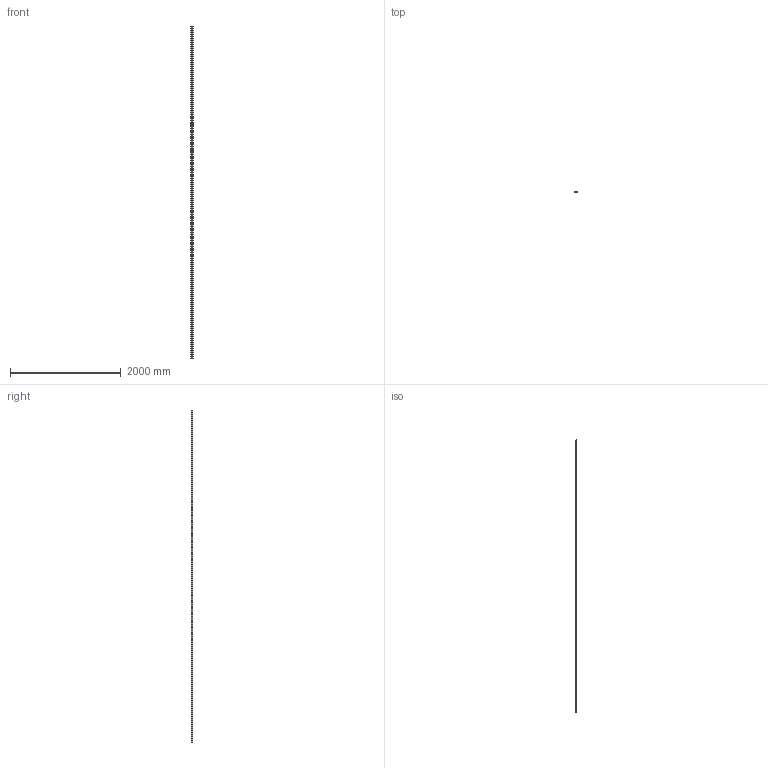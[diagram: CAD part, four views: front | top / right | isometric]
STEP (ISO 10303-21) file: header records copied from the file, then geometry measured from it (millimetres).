
FILE_DESCRIPTION (( 'STEP AP214' ), '1' );
FILE_NAME ('Rexnord-65258 M.STEP', '2023-08-01T10:11:45', ( '' ), ( '' ), 'SwSTEP 2.0', 'SolidWorks 2022', '' );
FILE_SCHEMA (( 'AUTOMOTIVE_DESIGN' ));
Length unit declared in the file: millimetre
Products named in the file (3): Rexnord-65258 M_S0422 upper; Rexnord-65258 M; Rexnord-65258 M_S0422 lower
Assembly tree (2 placements, depth 2):
  Rexnord-65258 M
    Rexnord-65258 M_S0422 upper
    Rexnord-65258 M_S0422 lower
Bounding box: 40 x 23 x 6000 mm (x, y, z)
Volume: 2415091.5 mm3; surface area: 1499109.7 mm2
Topology: 2 solids, 2 shells, 48 faces, 132 edges, 88 vertices
Faces by surface type: plane 32, cylinder 16
Entity records: 1792 total; most frequent: CARTESIAN_POINT 273, DIRECTION 270, ORIENTED_EDGE 264, EDGE_CURVE 132, LINE 100, VECTOR 100, VERTEX_POINT 88, AXIS2_PLACEMENT_3D 85
